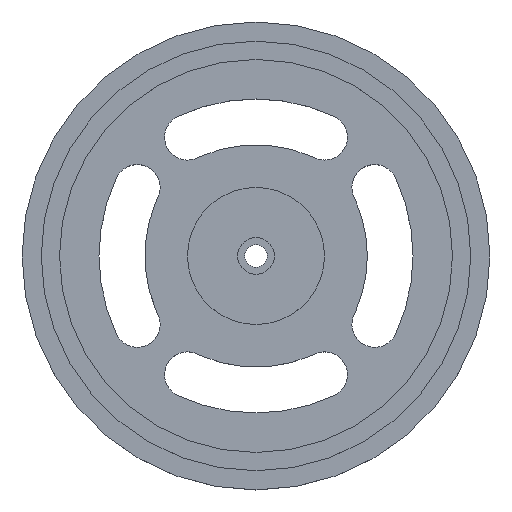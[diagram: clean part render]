
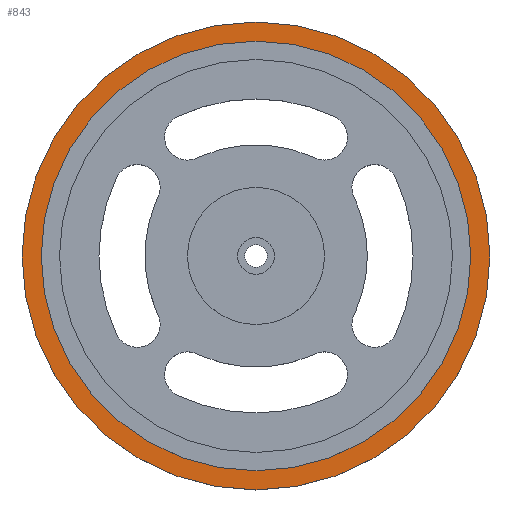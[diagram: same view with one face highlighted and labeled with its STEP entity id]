
A CAD part, top view. The second image highlights one B-rep face of the part: STEP entity #843.
In plain terms, the highlighted planar face has unit normal (0, 0, 1).
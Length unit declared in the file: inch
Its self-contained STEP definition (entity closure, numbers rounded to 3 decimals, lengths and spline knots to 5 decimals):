
#24 = FACE_BOUND ( 'NONE', #580, .T. ) ;
#69 = EDGE_CURVE ( 'NONE', #430, #1721, #474, .T. ) ;
#131 = DIRECTION ( 'NONE',  ( 0., 0., 1. ) ) ;
#183 = DIRECTION ( 'NONE',  ( 1., 0., 0. ) ) ;
#238 = DIRECTION ( 'NONE',  ( 0., 0., 1. ) ) ;
#252 = ORIENTED_EDGE ( 'NONE', *, *, #795, .F. ) ;
#290 = AXIS2_PLACEMENT_3D ( 'NONE', #871, #131, #1010 ) ;
#348 = CARTESIAN_POINT ( 'NONE',  ( 1.175, 0., 0.075 ) ) ;
#349 = CIRCLE ( 'NONE', #1560, 1.175 ) ;
#406 = EDGE_LOOP ( 'NONE', ( #1523, #1458 ) ) ;
#429 = DIRECTION ( 'NONE',  ( 1., 0., 0. ) ) ;
#430 = VERTEX_POINT ( 'NONE', #1755 ) ;
#444 = DIRECTION ( 'NONE',  ( 0., 0., 1. ) ) ;
#474 = CIRCLE ( 'NONE', #1834, 1.28 ) ;
#526 = ORIENTED_EDGE ( 'NONE', *, *, #1554, .F. ) ;
#560 = FACE_OUTER_BOUND ( 'NONE', #406, .T. ) ;
#566 = CIRCLE ( 'NONE', #1528, 1.28 ) ;
#580 = EDGE_LOOP ( 'NONE', ( #252, #526 ) ) ;
#704 = CARTESIAN_POINT ( 'NONE',  ( 0., 0., 0.075 ) ) ;
#779 = DIRECTION ( 'NONE',  ( 0., 0., 1. ) ) ;
#792 = CARTESIAN_POINT ( 'NONE',  ( 0., 0., 0.075 ) ) ;
#795 = EDGE_CURVE ( 'NONE', #1794, #1151, #964, .T. ) ;
#816 = DIRECTION ( 'NONE',  ( 1., 0., 0. ) ) ;
#843 = ADVANCED_FACE ( 'NONE', ( #24, #560 ), #1716, .T. ) ;
#871 = CARTESIAN_POINT ( 'NONE',  ( 0., 0., 0.075 ) ) ;
#964 = CIRCLE ( 'NONE', #290, 1.175 ) ;
#1010 = DIRECTION ( 'NONE',  ( 1., 0., 0. ) ) ;
#1145 = CARTESIAN_POINT ( 'NONE',  ( -1.175, 0., 0.075 ) ) ;
#1151 = VERTEX_POINT ( 'NONE', #348 ) ;
#1192 = AXIS2_PLACEMENT_3D ( 'NONE', #704, #444, #429 ) ;
#1418 = CARTESIAN_POINT ( 'NONE',  ( 0., 0., 0.075 ) ) ;
#1458 = ORIENTED_EDGE ( 'NONE', *, *, #1496, .T. ) ;
#1496 = EDGE_CURVE ( 'NONE', #1721, #430, #566, .T. ) ;
#1523 = ORIENTED_EDGE ( 'NONE', *, *, #69, .T. ) ;
#1528 = AXIS2_PLACEMENT_3D ( 'NONE', #792, #1817, #183 ) ;
#1554 = EDGE_CURVE ( 'NONE', #1151, #1794, #349, .T. ) ;
#1560 = AXIS2_PLACEMENT_3D ( 'NONE', #1656, #779, #1803 ) ;
#1656 = CARTESIAN_POINT ( 'NONE',  ( 0., 0., 0.075 ) ) ;
#1704 = CARTESIAN_POINT ( 'NONE',  ( 1.28, 0., 0.075 ) ) ;
#1716 = PLANE ( 'NONE',  #1192 ) ;
#1721 = VERTEX_POINT ( 'NONE', #1704 ) ;
#1755 = CARTESIAN_POINT ( 'NONE',  ( -1.28, 0., 0.075 ) ) ;
#1794 = VERTEX_POINT ( 'NONE', #1145 ) ;
#1803 = DIRECTION ( 'NONE',  ( 1., 0., 0. ) ) ;
#1817 = DIRECTION ( 'NONE',  ( 0., 0., 1. ) ) ;
#1834 = AXIS2_PLACEMENT_3D ( 'NONE', #1418, #238, #816 ) ;
